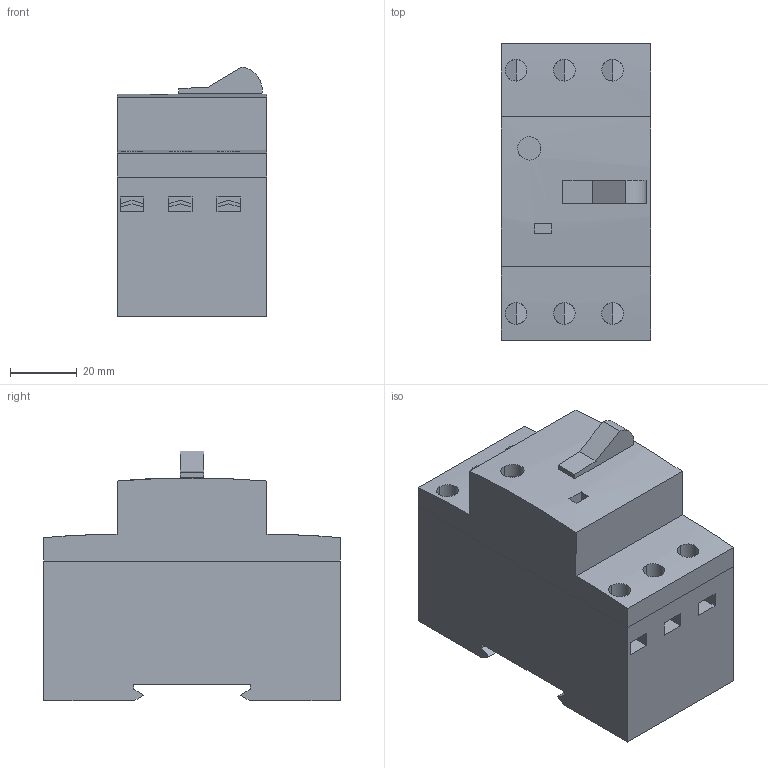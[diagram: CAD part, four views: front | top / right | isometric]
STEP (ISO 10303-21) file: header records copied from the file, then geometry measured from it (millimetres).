
FILE_DESCRIPTION (( 'STEP AP214' ), '1' );
FILE_NAME ('3rv101 leistungsschalter s00.STEP', '2006-03-02T09:35:06', ( 'CAT' ), ( 'Siemens AG' ), 'SwSTEP 2.0', 'SolidWorks 2005354', '' );
FILE_SCHEMA (( 'AUTOMOTIVE_DESIGN' ));
Length unit declared in the file: millimetre
Products named in the file (1): 3rv101 leistungsschalter s00
Bounding box: 45 x 89 x 75 mm (x, y, z)
Volume: 221694.5 mm3; surface area: 29053.4 mm2
Topology: 2 solids, 2 shells, 115 faces, 305 edges, 202 vertices
Faces by surface type: plane 97, cylinder 18
Entity records: 4768 total; most frequent: CARTESIAN_POINT 1071, ORIENTED_EDGE 610, DIRECTION 547, EDGE_CURVE 305, VECTOR 267, LINE 267, VERTEX_POINT 202, AXIS2_PLACEMENT_3D 140
